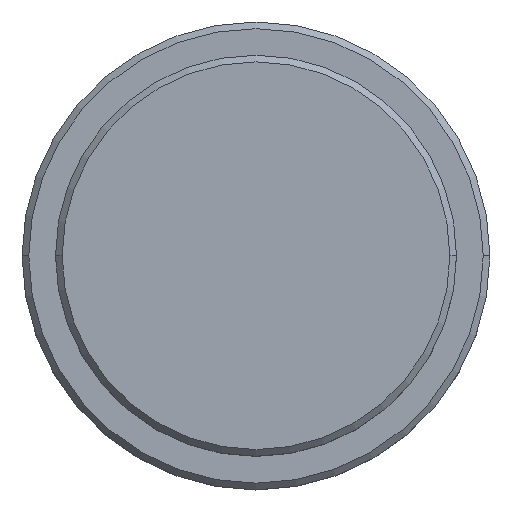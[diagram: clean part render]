
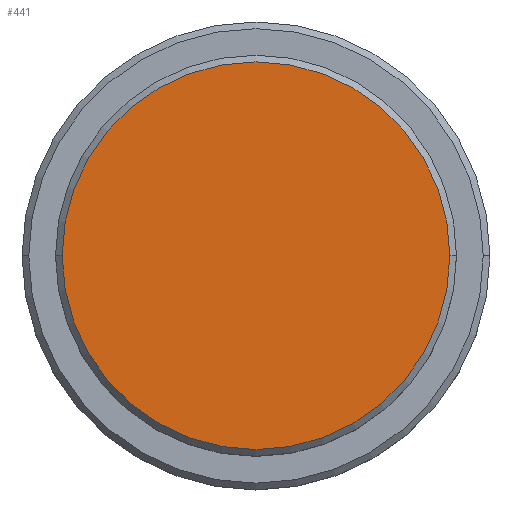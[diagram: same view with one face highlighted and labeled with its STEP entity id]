
A CAD part, top view. The second image highlights one B-rep face of the part: STEP entity #441.
In plain terms, the highlighted planar face has unit normal (0, 0, 1).
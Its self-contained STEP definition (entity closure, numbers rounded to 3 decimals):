
#7 = AXIS2_PLACEMENT_3D ( 'NONE', #773, #1059, #418 ) ;
#15 = ORIENTED_EDGE ( 'NONE', *, *, #693, .T. ) ;
#82 = VERTEX_POINT ( 'NONE', #1029 ) ;
#189 = CARTESIAN_POINT ( 'NONE',  ( -14.5, 0., 0. ) ) ;
#283 = CIRCLE ( 'NONE', #7, 14.5 ) ;
#303 = PLANE ( 'NONE',  #395 ) ;
#395 = AXIS2_PLACEMENT_3D ( 'NONE', #757, #626, #1286 ) ;
#397 = CIRCLE ( 'NONE', #790, 14.5 ) ;
#418 = DIRECTION ( 'NONE',  ( 1., 0., 0. ) ) ;
#441 = ADVANCED_FACE ( 'NONE', ( #469 ), #303, .T. ) ;
#469 = FACE_OUTER_BOUND ( 'NONE', #940, .T. ) ;
#538 = ORIENTED_EDGE ( 'NONE', *, *, #754, .T. ) ;
#626 = DIRECTION ( 'NONE',  ( 0., 0., 1. ) ) ;
#693 = EDGE_CURVE ( 'NONE', #82, #1249, #283, .T. ) ;
#754 = EDGE_CURVE ( 'NONE', #1249, #82, #397, .T. ) ;
#757 = CARTESIAN_POINT ( 'NONE',  ( 0., 0., 0. ) ) ;
#773 = CARTESIAN_POINT ( 'NONE',  ( 0., 0., 0. ) ) ;
#790 = AXIS2_PLACEMENT_3D ( 'NONE', #1171, #1277, #1197 ) ;
#940 = EDGE_LOOP ( 'NONE', ( #538, #15 ) ) ;
#1029 = CARTESIAN_POINT ( 'NONE',  ( 14.5, 0., 0. ) ) ;
#1059 = DIRECTION ( 'NONE',  ( 0., 0., 1. ) ) ;
#1171 = CARTESIAN_POINT ( 'NONE',  ( 0., 0., 0. ) ) ;
#1197 = DIRECTION ( 'NONE',  ( 1., 0., 0. ) ) ;
#1249 = VERTEX_POINT ( 'NONE', #189 ) ;
#1277 = DIRECTION ( 'NONE',  ( 0., 0., 1. ) ) ;
#1286 = DIRECTION ( 'NONE',  ( 1., 0., 0. ) ) ;
